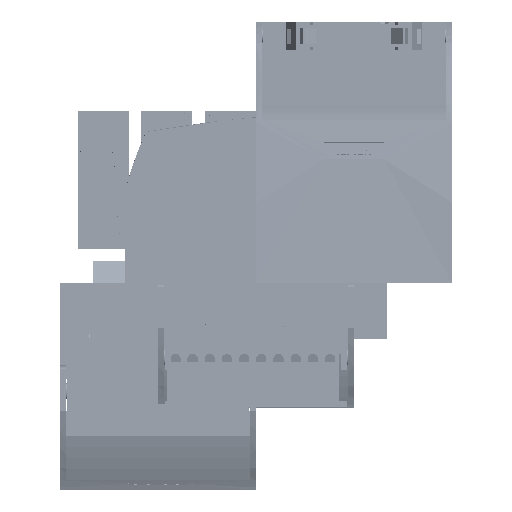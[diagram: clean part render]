
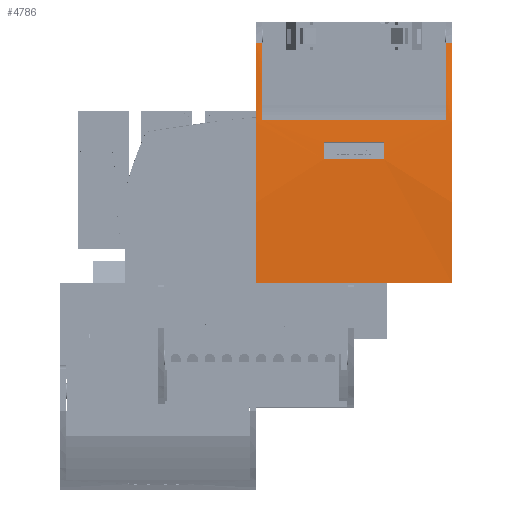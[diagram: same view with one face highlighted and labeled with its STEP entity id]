
A CAD part, top view. The second image highlights one B-rep face of the part: STEP entity #4786.
In plain terms, the highlighted cylindrical face has radius 400 mm (diameter 800 mm), a partial arc.
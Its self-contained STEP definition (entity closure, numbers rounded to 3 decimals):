
#4786 = ADVANCED_FACE( '', ( #10615, #10616 ), #10617, .T. );
#10615 = FACE_OUTER_BOUND( '', #17526, .T. );
#10616 = FACE_BOUND( '', #17527, .T. );
#10617 = CYLINDRICAL_SURFACE( '', #17528, 400. );
#17526 = EDGE_LOOP( '', ( #31756, #31757, #31758, #31759, #31760, #31761, #31762, #31763 ) );
#17527 = EDGE_LOOP( '', ( #31764, #31765, #31766, #31767 ) );
#17528 = AXIS2_PLACEMENT_3D( '', #31768, #31769, #31770 );
#31756 = ORIENTED_EDGE( '', *, *, #43093, .F. );
#31757 = ORIENTED_EDGE( '', *, *, #39741, .T. );
#31758 = ORIENTED_EDGE( '', *, *, #39223, .F. );
#31759 = ORIENTED_EDGE( '', *, *, #43069, .T. );
#31760 = ORIENTED_EDGE( '', *, *, #40836, .T. );
#31761 = ORIENTED_EDGE( '', *, *, #43529, .F. );
#31762 = ORIENTED_EDGE( '', *, *, #39338, .F. );
#31763 = ORIENTED_EDGE( '', *, *, #43599, .T. );
#31764 = ORIENTED_EDGE( '', *, *, #43600, .F. );
#31765 = ORIENTED_EDGE( '', *, *, #40893, .T. );
#31766 = ORIENTED_EDGE( '', *, *, #38781, .T. );
#31767 = ORIENTED_EDGE( '', *, *, #43601, .F. );
#31768 = CARTESIAN_POINT( '', ( 28.5, 363.9, -37. ) );
#31769 = DIRECTION( '', ( -1., 0., 0. ) );
#31770 = DIRECTION( '', ( 0., 0., 1. ) );
#38781 = EDGE_CURVE( '', #45651, #45652, #45653, .T. );
#39223 = EDGE_CURVE( '', #46421, #46422, #46423, .T. );
#39338 = EDGE_CURVE( '', #46620, #46622, #46623, .T. );
#39741 = EDGE_CURVE( '', #47307, #46422, #47308, .T. );
#40836 = EDGE_CURVE( '', #49137, #49135, #49138, .T. );
#40893 = EDGE_CURVE( '', #49228, #45651, #49229, .T. );
#43069 = EDGE_CURVE( '', #46421, #49137, #52445, .T. );
#43093 = EDGE_CURVE( '', #47307, #52470, #52471, .T. );
#43529 = EDGE_CURVE( '', #46622, #49135, #53073, .T. );
#43599 = EDGE_CURVE( '', #46620, #52470, #53157, .T. );
#43600 = EDGE_CURVE( '', #49228, #53158, #53159, .T. );
#43601 = EDGE_CURVE( '', #53158, #45652, #53160, .T. );
#45651 = VERTEX_POINT( '', #55787 );
#45652 = VERTEX_POINT( '', #55788 );
#45653 = CIRCLE( '', #55789, 400. );
#46421 = VERTEX_POINT( '', #56958 );
#46422 = VERTEX_POINT( '', #56959 );
#46423 = ELLIPSE( '', #56960, 400.015, 400. );
#46620 = VERTEX_POINT( '', #57241 );
#46622 = VERTEX_POINT( '', #57243 );
#46623 = CIRCLE( '', #57244, 400. );
#47307 = VERTEX_POINT( '', #58297 );
#47308 = LINE( '', #58298, #58299 );
#49135 = VERTEX_POINT( '', #61471 );
#49137 = VERTEX_POINT( '', #61474 );
#49138 = CIRCLE( '', #61475, 400. );
#49228 = VERTEX_POINT( '', #61598 );
#49229 = LINE( '', #61599, #61600 );
#52445 = LINE( '', #67255, #67256 );
#52470 = VERTEX_POINT( '', #67294 );
#52471 = ELLIPSE( '', #67295, 400.015, 400. );
#53073 = LINE( '', #68315, #68316 );
#53157 = LINE( '', #68438, #68439 );
#53158 = VERTEX_POINT( '', #68440 );
#53159 = CIRCLE( '', #68441, 400. );
#53160 = LINE( '', #68442, #68443 );
#55787 = CARTESIAN_POINT( '', ( -8.75, -34.477, -1.007 ) );
#55788 = CARTESIAN_POINT( '', ( -8.75, -34., 3.938 ) );
#55789 = AXIS2_PLACEMENT_3D( '', #71197, #71198, #71199 );
#56958 = CARTESIAN_POINT( '', ( -26.847, -29.927, 33. ) );
#56959 = CARTESIAN_POINT( '', ( -26.876, -33.27, 10.5 ) );
#56960 = AXIS2_PLACEMENT_3D( '', #71628, #71629, #71630 );
#57241 = CARTESIAN_POINT( '', ( 28.5, -29.927, 33. ) );
#57243 = CARTESIAN_POINT( '', ( 28.5, -36.1, -37. ) );
#57244 = AXIS2_PLACEMENT_3D( '', #71736, #71737, #71738 );
#58297 = CARTESIAN_POINT( '', ( 26.876, -33.27, 10.5 ) );
#58298 = CARTESIAN_POINT( '', ( 26.7, -33.27, 10.5 ) );
#58299 = VECTOR( '', #72110, 1000. );
#61471 = CARTESIAN_POINT( '', ( -28.5, -36.1, -37. ) );
#61474 = CARTESIAN_POINT( '', ( -28.5, -29.927, 33. ) );
#61475 = AXIS2_PLACEMENT_3D( '', #73139, #73140, #73141 );
#61598 = CARTESIAN_POINT( '', ( 8.75, -34.477, -1.007 ) );
#61599 = CARTESIAN_POINT( '', ( 8.75, -34.477, -1.007 ) );
#61600 = VECTOR( '', #73205, 1000. );
#67255 = CARTESIAN_POINT( '', ( 28.5, -29.927, 33. ) );
#67256 = VECTOR( '', #75041, 1000. );
#67294 = CARTESIAN_POINT( '', ( 26.847, -29.927, 33. ) );
#67295 = AXIS2_PLACEMENT_3D( '', #75055, #75056, #75057 );
#68315 = CARTESIAN_POINT( '', ( 28.5, -36.1, -37. ) );
#68316 = VECTOR( '', #75500, 1000. );
#68438 = CARTESIAN_POINT( '', ( 28.5, -29.927, 33. ) );
#68439 = VECTOR( '', #75545, 1000. );
#68440 = CARTESIAN_POINT( '', ( 8.75, -34., 3.938 ) );
#68441 = AXIS2_PLACEMENT_3D( '', #75546, #75547, #75548 );
#68442 = CARTESIAN_POINT( '', ( 8.75, -34., 3.938 ) );
#68443 = VECTOR( '', #75549, 1000. );
#71197 = CARTESIAN_POINT( '', ( -8.75, 363.9, -37. ) );
#71198 = DIRECTION( '', ( -1., 0., 0. ) );
#71199 = DIRECTION( '', ( 0., 1., 0. ) );
#71628 = CARTESIAN_POINT( '', ( -23.41, 363.9, -37. ) );
#71629 = DIRECTION( '', ( 1., -0.009, 0. ) );
#71630 = DIRECTION( '', ( -0.009, -1., 0. ) );
#71736 = CARTESIAN_POINT( '', ( 28.5, 363.9, -37. ) );
#71737 = DIRECTION( '', ( 1., 0., 0. ) );
#71738 = DIRECTION( '', ( 0., 1., 0. ) );
#72110 = DIRECTION( '', ( -1., 0., 0. ) );
#73139 = CARTESIAN_POINT( '', ( -28.5, 363.9, -37. ) );
#73140 = DIRECTION( '', ( 1., 0., 0. ) );
#73141 = DIRECTION( '', ( 0., 1., 0. ) );
#73205 = DIRECTION( '', ( -1., 0., 0. ) );
#75041 = DIRECTION( '', ( -1., 0., 0. ) );
#75055 = CARTESIAN_POINT( '', ( 23.41, 363.9, -37. ) );
#75056 = DIRECTION( '', ( -1., -0.009, 0. ) );
#75057 = DIRECTION( '', ( -0.009, 1., 0. ) );
#75500 = DIRECTION( '', ( -1., 0., 0. ) );
#75545 = DIRECTION( '', ( -1., 0., 0. ) );
#75546 = CARTESIAN_POINT( '', ( 8.75, 363.9, -37. ) );
#75547 = DIRECTION( '', ( -1., 0., 0. ) );
#75548 = DIRECTION( '', ( 0., 1., 0. ) );
#75549 = DIRECTION( '', ( -1., 0., 0. ) );
